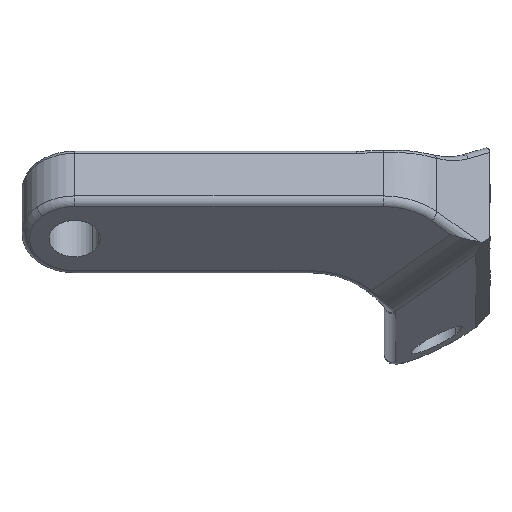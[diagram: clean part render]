
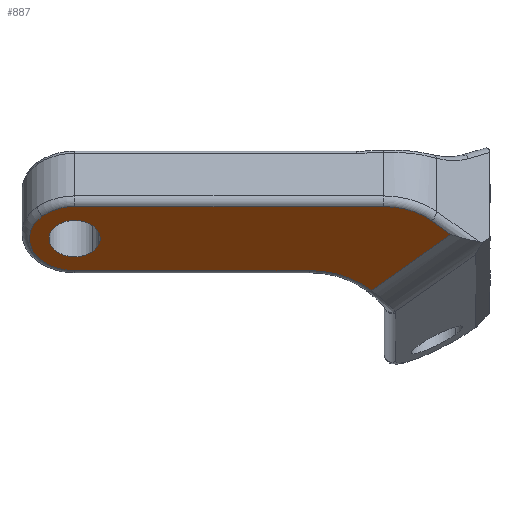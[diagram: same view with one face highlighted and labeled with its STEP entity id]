
A CAD part, left-side view. The second image highlights one B-rep face of the part: STEP entity #887.
In plain terms, the highlighted face is planar.
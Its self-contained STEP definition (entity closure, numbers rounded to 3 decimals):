
#8 = VERTEX_POINT ( 'NONE', #311 ) ;
#27 = EDGE_CURVE ( 'NONE', #1897, #8, #4548, .T. ) ;
#151 = ORIENTED_EDGE ( 'NONE', *, *, #2752, .T. ) ;
#311 = CARTESIAN_POINT ( 'NONE',  ( 3.382, 5.581, 7.857 ) ) ;
#314 = DIRECTION ( 'NONE',  ( -0.707, 0., 0.707 ) ) ;
#341 = EDGE_CURVE ( 'NONE', #3855, #9309, #8376, .T. ) ;
#423 = CARTESIAN_POINT ( 'NONE',  ( -1.5, 5.581, 27.542 ) ) ;
#566 = ORIENTED_EDGE ( 'NONE', *, *, #3151, .T. ) ;
#887 = ADVANCED_FACE ( 'NONE', ( #5912, #10282 ), #6692, .F. ) ;
#995 = EDGE_LOOP ( 'NONE', ( #4467, #11314, #1739, #6021, #6249, #566, #3645, #8435 ) ) ;
#1036 = CARTESIAN_POINT ( 'NONE',  ( -1.5, 5.581, 27.542 ) ) ;
#1132 = EDGE_CURVE ( 'NONE', #8122, #2930, #3445, .T. ) ;
#1197 = EDGE_CURVE ( 'NONE', #2930, #10588, #9602, .T. ) ;
#1530 = LINE ( 'NONE', #4290, #10497 ) ;
#1739 = ORIENTED_EDGE ( 'NONE', *, *, #10338, .T. ) ;
#1897 = VERTEX_POINT ( 'NONE', #2611 ) ;
#2086 = CARTESIAN_POINT ( 'NONE',  ( 22.542, 5.581, 3.5 ) ) ;
#2109 = VERTEX_POINT ( 'NONE', #2479 ) ;
#2110 = DIRECTION ( 'NONE',  ( 0., 1., 0. ) ) ;
#2193 = DIRECTION ( 'NONE',  ( -0.707, 0., 0.707 ) ) ;
#2324 = AXIS2_PLACEMENT_3D ( 'NONE', #7591, #7769, #10471 ) ;
#2479 = CARTESIAN_POINT ( 'NONE',  ( -3.621, 5.581, 29.663 ) ) ;
#2611 = CARTESIAN_POINT ( 'NONE',  ( 1.5, 5.581, 12. ) ) ;
#2673 = AXIS2_PLACEMENT_3D ( 'NONE', #8887, #3700, #3575 ) ;
#2752 = EDGE_CURVE ( 'NONE', #9309, #3855, #3464, .T. ) ;
#2930 = VERTEX_POINT ( 'NONE', #3171 ) ;
#3151 = EDGE_CURVE ( 'NONE', #10588, #2109, #9522, .T. ) ;
#3171 = CARTESIAN_POINT ( 'NONE',  ( -4.5, 5.581, 7.071 ) ) ;
#3401 = CARTESIAN_POINT ( 'NONE',  ( -1.884, 5.581, 2.591 ) ) ;
#3445 = CIRCLE ( 'NONE', #10447, 4.5 ) ;
#3453 = EDGE_LOOP ( 'NONE', ( #9994, #151 ) ) ;
#3464 = CIRCLE ( 'NONE', #4989, 1.7 ) ;
#3575 = DIRECTION ( 'NONE',  ( -0.707, 0., 0.707 ) ) ;
#3645 = ORIENTED_EDGE ( 'NONE', *, *, #7881, .T. ) ;
#3700 = DIRECTION ( 'NONE',  ( 0., -1., 0. ) ) ;
#3855 = VERTEX_POINT ( 'NONE', #4935 ) ;
#3944 = DIRECTION ( 'NONE',  ( -0.707, 0., 0.707 ) ) ;
#4290 = CARTESIAN_POINT ( 'NONE',  ( 1.5, 5.581, 12. ) ) ;
#4467 = ORIENTED_EDGE ( 'NONE', *, *, #27, .T. ) ;
#4548 = CIRCLE ( 'NONE', #6654, 5.5 ) ;
#4935 = CARTESIAN_POINT ( 'NONE',  ( -0.298, 5.581, 26.34 ) ) ;
#4989 = AXIS2_PLACEMENT_3D ( 'NONE', #1036, #7322, #6565 ) ;
#5056 = DIRECTION ( 'NONE',  ( 0., 0., -1. ) ) ;
#5576 = CARTESIAN_POINT ( 'NONE',  ( -3.182, 5.581, 3.889 ) ) ;
#5738 = DIRECTION ( 'NONE',  ( 0., -1., 0. ) ) ;
#5765 = CARTESIAN_POINT ( 'NONE',  ( 7., 5.581, 12. ) ) ;
#5905 = CARTESIAN_POINT ( 'NONE',  ( -1.884, 5.581, 2.591 ) ) ;
#5912 = FACE_BOUND ( 'NONE', #3453, .T. ) ;
#6010 = CARTESIAN_POINT ( 'NONE',  ( -4.5, 5.581, 27.542 ) ) ;
#6021 = ORIENTED_EDGE ( 'NONE', *, *, #1132, .T. ) ;
#6127 = AXIS2_PLACEMENT_3D ( 'NONE', #423, #2110, #314 ) ;
#6249 = ORIENTED_EDGE ( 'NONE', *, *, #1197, .T. ) ;
#6565 = DIRECTION ( 'NONE',  ( -0.707, 0., 0.707 ) ) ;
#6654 = AXIS2_PLACEMENT_3D ( 'NONE', #5765, #8491, #3944 ) ;
#6692 = PLANE ( 'NONE',  #9858 ) ;
#7086 = LINE ( 'NONE', #3401, #9143 ) ;
#7322 = DIRECTION ( 'NONE',  ( 0., -1., 0. ) ) ;
#7591 = CARTESIAN_POINT ( 'NONE',  ( -1.5, 5.581, 27.542 ) ) ;
#7642 = VECTOR ( 'NONE', #9653, 1000. ) ;
#7644 = CARTESIAN_POINT ( 'NONE',  ( -2.702, 5.581, 28.744 ) ) ;
#7769 = DIRECTION ( 'NONE',  ( 0., 1., 0. ) ) ;
#7881 = EDGE_CURVE ( 'NONE', #2109, #10134, #10488, .T. ) ;
#7930 = VERTEX_POINT ( 'NONE', #5905 ) ;
#8122 = VERTEX_POINT ( 'NONE', #8178 ) ;
#8178 = CARTESIAN_POINT ( 'NONE',  ( -3.182, 5.581, 3.889 ) ) ;
#8376 = CIRCLE ( 'NONE', #2673, 1.7 ) ;
#8435 = ORIENTED_EDGE ( 'NONE', *, *, #9614, .T. ) ;
#8491 = DIRECTION ( 'NONE',  ( 0., -1., 0. ) ) ;
#8612 = CARTESIAN_POINT ( 'NONE',  ( 0., 5.581, 7.071 ) ) ;
#8617 = EDGE_CURVE ( 'NONE', #8, #7930, #7086, .T. ) ;
#8870 = LINE ( 'NONE', #5576, #9165 ) ;
#8887 = CARTESIAN_POINT ( 'NONE',  ( -1.5, 5.581, 27.542 ) ) ;
#9143 = VECTOR ( 'NONE', #9262, 1000. ) ;
#9165 = VECTOR ( 'NONE', #10130, 1000. ) ;
#9262 = DIRECTION ( 'NONE',  ( -0.707, 0., -0.707 ) ) ;
#9309 = VERTEX_POINT ( 'NONE', #7644 ) ;
#9424 = CARTESIAN_POINT ( 'NONE',  ( 1.5, 5.581, 27.542 ) ) ;
#9522 = CIRCLE ( 'NONE', #6127, 3. ) ;
#9602 = LINE ( 'NONE', #10431, #7642 ) ;
#9614 = EDGE_CURVE ( 'NONE', #10134, #1897, #1530, .T. ) ;
#9653 = DIRECTION ( 'NONE',  ( 0., 0., 1. ) ) ;
#9858 = AXIS2_PLACEMENT_3D ( 'NONE', #2086, #5738, #2193 ) ;
#9994 = ORIENTED_EDGE ( 'NONE', *, *, #341, .T. ) ;
#10130 = DIRECTION ( 'NONE',  ( -0.707, 0., 0.707 ) ) ;
#10134 = VERTEX_POINT ( 'NONE', #9424 ) ;
#10282 = FACE_OUTER_BOUND ( 'NONE', #995, .T. ) ;
#10316 = DIRECTION ( 'NONE',  ( 0., 1., 0. ) ) ;
#10338 = EDGE_CURVE ( 'NONE', #7930, #8122, #8870, .T. ) ;
#10431 = CARTESIAN_POINT ( 'NONE',  ( -4.5, 5.581, 3.5 ) ) ;
#10447 = AXIS2_PLACEMENT_3D ( 'NONE', #8612, #10316, #11268 ) ;
#10471 = DIRECTION ( 'NONE',  ( -0.707, 0., 0.707 ) ) ;
#10488 = CIRCLE ( 'NONE', #2324, 3. ) ;
#10497 = VECTOR ( 'NONE', #5056, 1000. ) ;
#10588 = VERTEX_POINT ( 'NONE', #6010 ) ;
#11268 = DIRECTION ( 'NONE',  ( -0.707, 0., 0.707 ) ) ;
#11314 = ORIENTED_EDGE ( 'NONE', *, *, #8617, .T. ) ;
